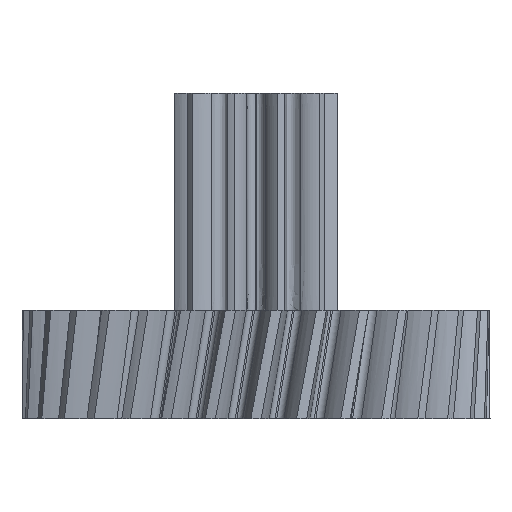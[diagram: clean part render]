
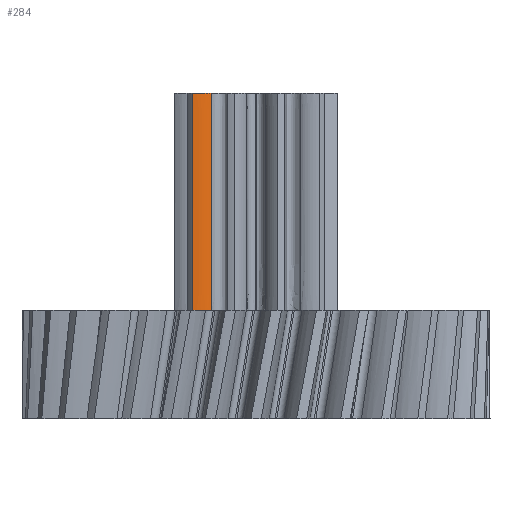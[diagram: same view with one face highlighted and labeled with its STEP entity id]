
A CAD part, front view. The second image highlights one B-rep face of the part: STEP entity #284.
In plain terms, the highlighted face is a extrusion surface.
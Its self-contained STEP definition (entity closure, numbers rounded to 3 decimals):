
#284=ADVANCED_FACE('',(#16780),#16782,.F.);
#16780=FACE_BOUND('',#16781,.T.);
#16781=EDGE_LOOP('',(#18864,#18865,#18866,#18867));
#16782=SURFACE_OF_LINEAR_EXTRUSION('',#16783,#16784);
#16783=B_SPLINE_CURVE_WITH_KNOTS('',3,
(#18868,#18869,#18870,#18871,#18872,#18873,#18874,#18875,#18876,#18877,#18878,#18879,
#18880,#18881,#18882,#18883,#18884,#18885,#18886,#18887,#18888,#18889,#18890,#18891,
#18892,#18893,#18894,#18895,#18896,#18897),
.UNSPECIFIED.,.F.,.F.,
(4,2,2,2,2,2,2,2,2,2,2,2,2,2,4),
(0.,0.064,0.128,0.194,0.261,0.33,
0.399,0.47,0.542,0.616,0.69,
0.766,0.843,0.921,1.),
.UNSPECIFIED.);
#16784=VECTOR('',#16785,16.);
#16785=DIRECTION('',(0.,0.,1.));
#18864=ORIENTED_EDGE('',*,*,#20369,.T.);
#18865=ORIENTED_EDGE('',*,*,#20370,.T.);
#18866=ORIENTED_EDGE('',*,*,#19885,.F.);
#18867=ORIENTED_EDGE('',*,*,#20368,.F.);
#18868=CARTESIAN_POINT('',(-3.293,-3.39,8.));
#18869=CARTESIAN_POINT('',(-3.317,-3.409,8.));
#18870=CARTESIAN_POINT('',(-3.342,-3.427,8.));
#18871=CARTESIAN_POINT('',(-3.394,-3.461,8.));
#18872=CARTESIAN_POINT('',(-3.421,-3.477,8.));
#18873=CARTESIAN_POINT('',(-3.477,-3.507,8.));
#18874=CARTESIAN_POINT('',(-3.505,-3.521,8.));
#18875=CARTESIAN_POINT('',(-3.564,-3.549,8.));
#18876=CARTESIAN_POINT('',(-3.594,-3.562,8.));
#18877=CARTESIAN_POINT('',(-3.655,-3.586,8.));
#18878=CARTESIAN_POINT('',(-3.686,-3.598,8.));
#18879=CARTESIAN_POINT('',(-3.749,-3.62,8.));
#18880=CARTESIAN_POINT('',(-3.781,-3.63,8.));
#18881=CARTESIAN_POINT('',(-3.846,-3.65,8.));
#18882=CARTESIAN_POINT('',(-3.879,-3.659,8.));
#18883=CARTESIAN_POINT('',(-3.946,-3.676,8.));
#18884=CARTESIAN_POINT('',(-3.98,-3.684,8.));
#18885=CARTESIAN_POINT('',(-4.049,-3.699,8.));
#18886=CARTESIAN_POINT('',(-4.084,-3.706,8.));
#18887=CARTESIAN_POINT('',(-4.155,-3.718,8.));
#18888=CARTESIAN_POINT('',(-4.19,-3.724,8.));
#18889=CARTESIAN_POINT('',(-4.263,-3.734,8.));
#18890=CARTESIAN_POINT('',(-4.299,-3.738,8.));
#18891=CARTESIAN_POINT('',(-4.373,-3.746,8.));
#18892=CARTESIAN_POINT('',(-4.41,-3.749,8.));
#18893=CARTESIAN_POINT('',(-4.485,-3.754,8.));
#18894=CARTESIAN_POINT('',(-4.522,-3.756,8.));
#18895=CARTESIAN_POINT('',(-4.599,-3.759,8.));
#18896=CARTESIAN_POINT('',(-4.637,-3.76,8.));
#18897=CARTESIAN_POINT('',(-4.676,-3.76,8.));
#19885=EDGE_CURVE('',#20873,#20875,#20876,.F.);
#20368=EDGE_CURVE('',#21609,#20873,#21611,.T.);
#20369=EDGE_CURVE('',#21609,#21612,#21613,.F.);
#20370=EDGE_CURVE('',#21612,#20875,#21614,.T.);
#20873=VERTEX_POINT('',#26805);
#20875=VERTEX_POINT('',#26810);
#20876=B_SPLINE_CURVE_WITH_KNOTS('',3,
(#26811,#26812,#26813,#26814,#26815,#26816,#26817,#26818,#26819,#26820,#26821,#26822,
#26823,#26824,#26825,#26826,#26827,#26828,#26829,#26830,#26831,#26832,#26833,#26834,
#26835,#26836,#26837,#26838,#26839,#26840),
.UNSPECIFIED.,.F.,.F.,
(4,2,2,2,2,2,2,2,2,2,2,2,2,2,4),
(0.,0.064,0.128,0.194,0.261,0.33,
0.399,0.47,0.542,0.616,0.69,
0.766,0.843,0.921,1.),
.UNSPECIFIED.);
#21609=VERTEX_POINT('',#33512);
#21611=LINE('',#33517,#33518);
#21612=VERTEX_POINT('',#33520);
#21613=B_SPLINE_CURVE_WITH_KNOTS('',3,
(#33521,#33522,#33523,#33524,#33525,#33526,#33527,#33528,#33529,#33530,#33531,#33532,
#33533,#33534,#33535,#33536,#33537,#33538,#33539,#33540,#33541,#33542,#33543,#33544,
#33545,#33546,#33547,#33548,#33549,#33550),
.UNSPECIFIED.,.F.,.F.,
(4,2,2,2,2,2,2,2,2,2,2,2,2,2,4),
(0.,0.064,0.128,0.194,0.261,0.33,
0.399,0.47,0.542,0.616,0.69,
0.766,0.843,0.921,1.),
.UNSPECIFIED.);
#21614=LINE('',#33551,#33552);
#26805=CARTESIAN_POINT('',(-4.676,-3.76,24.));
#26810=CARTESIAN_POINT('',(-3.293,-3.39,24.));
#26811=CARTESIAN_POINT('',(-3.293,-3.39,24.));
#26812=CARTESIAN_POINT('',(-3.317,-3.409,24.));
#26813=CARTESIAN_POINT('',(-3.342,-3.427,24.));
#26814=CARTESIAN_POINT('',(-3.394,-3.461,24.));
#26815=CARTESIAN_POINT('',(-3.421,-3.477,24.));
#26816=CARTESIAN_POINT('',(-3.477,-3.507,24.));
#26817=CARTESIAN_POINT('',(-3.505,-3.521,24.));
#26818=CARTESIAN_POINT('',(-3.564,-3.549,24.));
#26819=CARTESIAN_POINT('',(-3.594,-3.562,24.));
#26820=CARTESIAN_POINT('',(-3.655,-3.586,24.));
#26821=CARTESIAN_POINT('',(-3.686,-3.598,24.));
#26822=CARTESIAN_POINT('',(-3.749,-3.62,24.));
#26823=CARTESIAN_POINT('',(-3.781,-3.63,24.));
#26824=CARTESIAN_POINT('',(-3.846,-3.65,24.));
#26825=CARTESIAN_POINT('',(-3.879,-3.659,24.));
#26826=CARTESIAN_POINT('',(-3.946,-3.676,24.));
#26827=CARTESIAN_POINT('',(-3.98,-3.684,24.));
#26828=CARTESIAN_POINT('',(-4.049,-3.699,24.));
#26829=CARTESIAN_POINT('',(-4.084,-3.706,24.));
#26830=CARTESIAN_POINT('',(-4.155,-3.718,24.));
#26831=CARTESIAN_POINT('',(-4.19,-3.724,24.));
#26832=CARTESIAN_POINT('',(-4.263,-3.734,24.));
#26833=CARTESIAN_POINT('',(-4.299,-3.738,24.));
#26834=CARTESIAN_POINT('',(-4.373,-3.746,24.));
#26835=CARTESIAN_POINT('',(-4.41,-3.749,24.));
#26836=CARTESIAN_POINT('',(-4.485,-3.754,24.));
#26837=CARTESIAN_POINT('',(-4.522,-3.756,24.));
#26838=CARTESIAN_POINT('',(-4.599,-3.759,24.));
#26839=CARTESIAN_POINT('',(-4.637,-3.76,24.));
#26840=CARTESIAN_POINT('',(-4.676,-3.76,24.));
#33512=CARTESIAN_POINT('',(-4.676,-3.76,8.));
#33517=CARTESIAN_POINT('',(-4.676,-3.76,8.));
#33518=VECTOR('',#33519,1.);
#33519=DIRECTION('',(0.,0.,1.));
#33520=CARTESIAN_POINT('',(-3.293,-3.39,8.));
#33521=CARTESIAN_POINT('',(-3.293,-3.39,8.));
#33522=CARTESIAN_POINT('',(-3.317,-3.409,8.));
#33523=CARTESIAN_POINT('',(-3.342,-3.427,8.));
#33524=CARTESIAN_POINT('',(-3.394,-3.461,8.));
#33525=CARTESIAN_POINT('',(-3.421,-3.477,8.));
#33526=CARTESIAN_POINT('',(-3.477,-3.507,8.));
#33527=CARTESIAN_POINT('',(-3.505,-3.521,8.));
#33528=CARTESIAN_POINT('',(-3.564,-3.549,8.));
#33529=CARTESIAN_POINT('',(-3.594,-3.562,8.));
#33530=CARTESIAN_POINT('',(-3.655,-3.586,8.));
#33531=CARTESIAN_POINT('',(-3.686,-3.598,8.));
#33532=CARTESIAN_POINT('',(-3.749,-3.62,8.));
#33533=CARTESIAN_POINT('',(-3.781,-3.63,8.));
#33534=CARTESIAN_POINT('',(-3.846,-3.65,8.));
#33535=CARTESIAN_POINT('',(-3.879,-3.659,8.));
#33536=CARTESIAN_POINT('',(-3.946,-3.676,8.));
#33537=CARTESIAN_POINT('',(-3.98,-3.684,8.));
#33538=CARTESIAN_POINT('',(-4.049,-3.699,8.));
#33539=CARTESIAN_POINT('',(-4.084,-3.706,8.));
#33540=CARTESIAN_POINT('',(-4.155,-3.718,8.));
#33541=CARTESIAN_POINT('',(-4.19,-3.724,8.));
#33542=CARTESIAN_POINT('',(-4.263,-3.734,8.));
#33543=CARTESIAN_POINT('',(-4.299,-3.738,8.));
#33544=CARTESIAN_POINT('',(-4.373,-3.746,8.));
#33545=CARTESIAN_POINT('',(-4.41,-3.749,8.));
#33546=CARTESIAN_POINT('',(-4.485,-3.754,8.));
#33547=CARTESIAN_POINT('',(-4.522,-3.756,8.));
#33548=CARTESIAN_POINT('',(-4.599,-3.759,8.));
#33549=CARTESIAN_POINT('',(-4.637,-3.76,8.));
#33550=CARTESIAN_POINT('',(-4.676,-3.76,8.));
#33551=CARTESIAN_POINT('',(-3.293,-3.39,8.));
#33552=VECTOR('',#33553,1.);
#33553=DIRECTION('',(0.,0.,1.));
